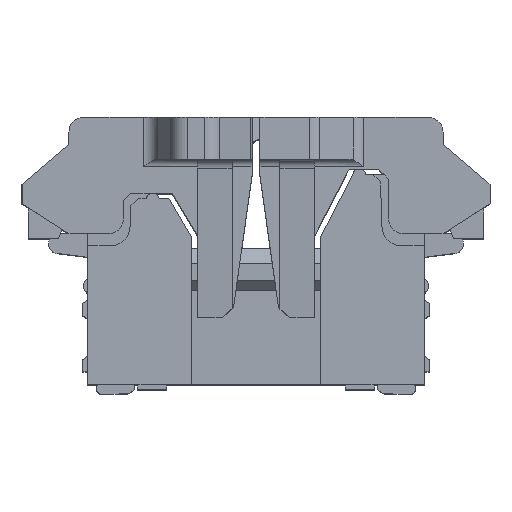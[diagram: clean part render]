
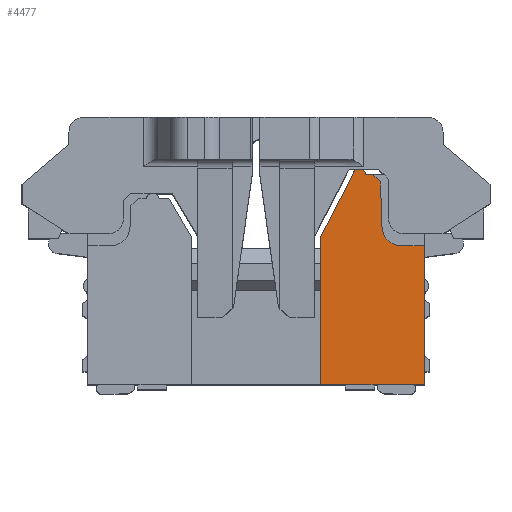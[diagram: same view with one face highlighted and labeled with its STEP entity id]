
A CAD part, top view. The second image highlights one B-rep face of the part: STEP entity #4477.
In plain terms, the highlighted planar face has unit normal (0, 0, 1).
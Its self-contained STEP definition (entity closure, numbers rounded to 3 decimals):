
#3 = EDGE_CURVE ( 'NONE', #23689, #6044, #24829, .T. ) ;
#108 = EDGE_CURVE ( 'NONE', #11039, #21949, #25033, .T. ) ;
#143 = VERTEX_POINT ( 'NONE', #14272 ) ;
#395 = EDGE_CURVE ( 'NONE', #24651, #2914, #7626, .T. ) ;
#532 = CARTESIAN_POINT ( 'NONE',  ( 2.977, 1.201, 3.8 ) ) ;
#713 = CARTESIAN_POINT ( 'NONE',  ( 3.83, -1.985, 3.8 ) ) ;
#1232 = CARTESIAN_POINT ( 'NONE',  ( 4.33, 2.365, 3.8 ) ) ;
#1406 = CARTESIAN_POINT ( 'NONE',  ( 2.54, 2.365, 3.8 ) ) ;
#1655 = VERTEX_POINT ( 'NONE', #4209 ) ;
#1773 = DIRECTION ( 'NONE',  ( -1., 0., 0. ) ) ;
#2284 = LINE ( 'NONE', #22273, #7184 ) ;
#2561 = CARTESIAN_POINT ( 'NONE',  ( 2.49, 2.265, 3.8 ) ) ;
#2785 = EDGE_CURVE ( 'NONE', #2914, #23689, #24778, .T. ) ;
#2851 = DIRECTION ( 'NONE',  ( 0., 0., 1. ) ) ;
#2914 = VERTEX_POINT ( 'NONE', #11560 ) ;
#3016 = VECTOR ( 'NONE', #17903, 1000. ) ;
#3343 = DIRECTION ( 'NONE',  ( 0.46, 0.888, 0. ) ) ;
#3524 = CARTESIAN_POINT ( 'NONE',  ( 1.74, 1.565, 3.8 ) ) ;
#4209 = CARTESIAN_POINT ( 'NONE',  ( 2.945, 2.109, 3.8 ) ) ;
#4427 = CARTESIAN_POINT ( 'NONE',  ( 2.79, 2.265, 3.8 ) ) ;
#4477 = ADVANCED_FACE ( 'NONE', ( #9702 ), #20348, .F. ) ;
#4639 = DIRECTION ( 'NONE',  ( 1., 0., 0. ) ) ;
#4883 = CARTESIAN_POINT ( 'NONE',  ( 1.74, 1.011, 3.8 ) ) ;
#5589 = DIRECTION ( 'NONE',  ( -1., 0., 0. ) ) ;
#5653 = EDGE_CURVE ( 'NONE', #1655, #23669, #18585, .T. ) ;
#5773 = VECTOR ( 'NONE', #8202, 1000. ) ;
#6044 = VERTEX_POINT ( 'NONE', #13897 ) ;
#6371 = EDGE_CURVE ( 'NONE', #19646, #143, #25943, .T. ) ;
#6539 = EDGE_LOOP ( 'NONE', ( #25367, #17073, #24919, #14528, #14054, #15149, #14611, #22289, #15587, #19410, #26694, #20123 ) ) ;
#6561 = CARTESIAN_POINT ( 'NONE',  ( 4.33, 0.815, 3.8 ) ) ;
#7184 = VECTOR ( 'NONE', #5589, 1000. ) ;
#7263 = CARTESIAN_POINT ( 'NONE',  ( 2.49, 2.365, 3.8 ) ) ;
#7309 = VECTOR ( 'NONE', #20679, 1000. ) ;
#7626 = LINE ( 'NONE', #6561, #5773 ) ;
#7874 = DIRECTION ( 'NONE',  ( 0., 0., -1. ) ) ;
#8117 = EDGE_CURVE ( 'NONE', #6044, #19646, #18333, .T. ) ;
#8202 = DIRECTION ( 'NONE',  ( 1., 0., 0. ) ) ;
#9260 = AXIS2_PLACEMENT_3D ( 'NONE', #16123, #7874, #22461 ) ;
#9702 = FACE_OUTER_BOUND ( 'NONE', #6539, .T. ) ;
#10066 = VERTEX_POINT ( 'NONE', #26703 ) ;
#11039 = VERTEX_POINT ( 'NONE', #1406 ) ;
#11393 = EDGE_CURVE ( 'NONE', #23669, #24651, #14021, .T. ) ;
#11560 = CARTESIAN_POINT ( 'NONE',  ( 3.83, 0.815, 3.8 ) ) ;
#12611 = VECTOR ( 'NONE', #3343, 1000. ) ;
#12675 = DIRECTION ( 'NONE',  ( 0.034, -0.999, 0. ) ) ;
#13094 = CARTESIAN_POINT ( 'NONE',  ( 3.83, 1.565, 3.8 ) ) ;
#13897 = CARTESIAN_POINT ( 'NONE',  ( 1.74, -1.985, 3.8 ) ) ;
#14021 = CIRCLE ( 'NONE', #23522, 0.4 ) ;
#14054 = ORIENTED_EDGE ( 'NONE', *, *, #25817, .F. ) ;
#14184 = DIRECTION ( 'NONE',  ( 0., 0., -1. ) ) ;
#14272 = CARTESIAN_POINT ( 'NONE',  ( 2.39, 2.265, 3.8 ) ) ;
#14321 = AXIS2_PLACEMENT_3D ( 'NONE', #26619, #14184, #1773 ) ;
#14528 = ORIENTED_EDGE ( 'NONE', *, *, #5653, .F. ) ;
#14611 = ORIENTED_EDGE ( 'NONE', *, *, #108, .F. ) ;
#14896 = LINE ( 'NONE', #4427, #19861 ) ;
#15149 = ORIENTED_EDGE ( 'NONE', *, *, #26121, .T. ) ;
#15270 = CARTESIAN_POINT ( 'NONE',  ( 3.376, 1.215, 3.8 ) ) ;
#15433 = EDGE_CURVE ( 'NONE', #19706, #11039, #17910, .T. ) ;
#15587 = ORIENTED_EDGE ( 'NONE', *, *, #25315, .F. ) ;
#16123 = CARTESIAN_POINT ( 'NONE',  ( 4.33, 1.565, 3.8 ) ) ;
#16865 = DIRECTION ( 'NONE',  ( 0.707, -0.707, 0. ) ) ;
#17073 = ORIENTED_EDGE ( 'NONE', *, *, #395, .F. ) ;
#17093 = DIRECTION ( 'NONE',  ( 0., 0., -1. ) ) ;
#17414 = DIRECTION ( 'NONE',  ( 1., 0., 0. ) ) ;
#17903 = DIRECTION ( 'NONE',  ( 1., 0., 0. ) ) ;
#17910 = LINE ( 'NONE', #1232, #3016 ) ;
#17921 = CARTESIAN_POINT ( 'NONE',  ( 1.74, 1.011, 3.8 ) ) ;
#18256 = CIRCLE ( 'NONE', #24675, 0.1 ) ;
#18317 = VECTOR ( 'NONE', #24284, 1000. ) ;
#18333 = LINE ( 'NONE', #3524, #18317 ) ;
#18585 = LINE ( 'NONE', #19974, #23599 ) ;
#19410 = ORIENTED_EDGE ( 'NONE', *, *, #6371, .F. ) ;
#19646 = VERTEX_POINT ( 'NONE', #4883 ) ;
#19706 = VERTEX_POINT ( 'NONE', #7263 ) ;
#19861 = VECTOR ( 'NONE', #16865, 1000. ) ;
#19974 = CARTESIAN_POINT ( 'NONE',  ( 2.945, 2.109, 3.8 ) ) ;
#20123 = ORIENTED_EDGE ( 'NONE', *, *, #3, .F. ) ;
#20348 = PLANE ( 'NONE',  #9260 ) ;
#20679 = DIRECTION ( 'NONE',  ( -1., 0., 0. ) ) ;
#21949 = VERTEX_POINT ( 'NONE', #23771 ) ;
#22273 = CARTESIAN_POINT ( 'NONE',  ( 4.33, 2.265, 3.8 ) ) ;
#22289 = ORIENTED_EDGE ( 'NONE', *, *, #15433, .F. ) ;
#22461 = DIRECTION ( 'NONE',  ( -1., 0., 0. ) ) ;
#23522 = AXIS2_PLACEMENT_3D ( 'NONE', #15270, #2851, #17414 ) ;
#23599 = VECTOR ( 'NONE', #12675, 1000. ) ;
#23669 = VERTEX_POINT ( 'NONE', #532 ) ;
#23689 = VERTEX_POINT ( 'NONE', #713 ) ;
#23771 = CARTESIAN_POINT ( 'NONE',  ( 2.64, 2.265, 3.8 ) ) ;
#24284 = DIRECTION ( 'NONE',  ( 0., 1., 0. ) ) ;
#24651 = VERTEX_POINT ( 'NONE', #25231 ) ;
#24675 = AXIS2_PLACEMENT_3D ( 'NONE', #2561, #17093, #4639 ) ;
#24778 = LINE ( 'NONE', #13094, #25062 ) ;
#24829 = LINE ( 'NONE', #26870, #7309 ) ;
#24919 = ORIENTED_EDGE ( 'NONE', *, *, #11393, .F. ) ;
#25033 = CIRCLE ( 'NONE', #14321, 0.1 ) ;
#25062 = VECTOR ( 'NONE', #25577, 1000. ) ;
#25231 = CARTESIAN_POINT ( 'NONE',  ( 3.376, 0.815, 3.8 ) ) ;
#25315 = EDGE_CURVE ( 'NONE', #143, #19706, #18256, .T. ) ;
#25367 = ORIENTED_EDGE ( 'NONE', *, *, #2785, .F. ) ;
#25577 = DIRECTION ( 'NONE',  ( 0., -1., 0. ) ) ;
#25817 = EDGE_CURVE ( 'NONE', #10066, #1655, #14896, .T. ) ;
#25943 = LINE ( 'NONE', #17921, #12611 ) ;
#26121 = EDGE_CURVE ( 'NONE', #10066, #21949, #2284, .T. ) ;
#26619 = CARTESIAN_POINT ( 'NONE',  ( 2.54, 2.265, 3.8 ) ) ;
#26694 = ORIENTED_EDGE ( 'NONE', *, *, #8117, .F. ) ;
#26703 = CARTESIAN_POINT ( 'NONE',  ( 2.79, 2.265, 3.8 ) ) ;
#26870 = CARTESIAN_POINT ( 'NONE',  ( 1.64, -1.985, 3.8 ) ) ;
